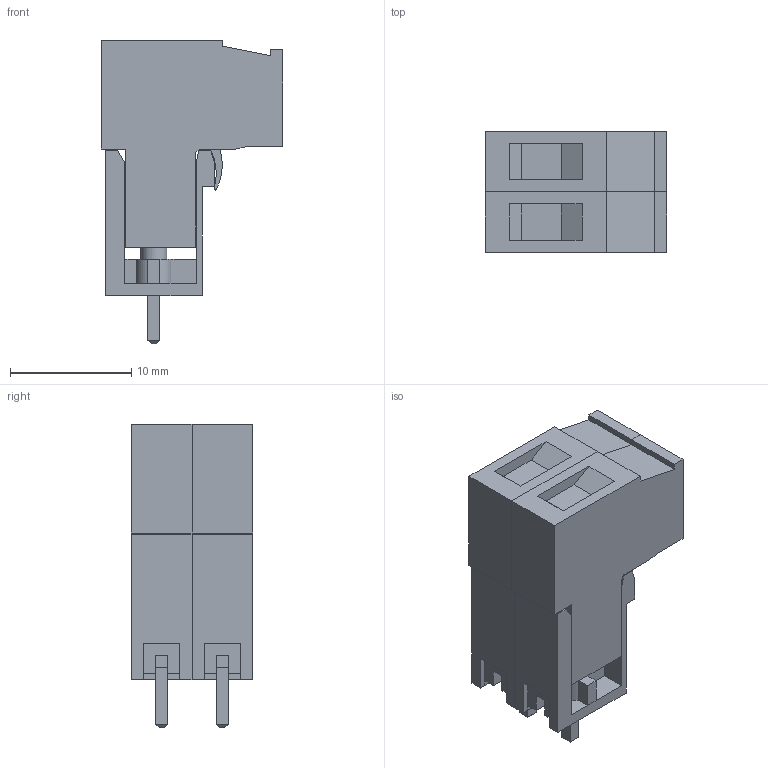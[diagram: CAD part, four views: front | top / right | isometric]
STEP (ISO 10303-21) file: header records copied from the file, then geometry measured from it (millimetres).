
FILE_DESCRIPTION(('FreeCAD Model'),'2;1');
FILE_NAME('MSTBA2_V_2.stp', '2019-11-17T17:45:58',('Author'),(''), 'Open CASCADE STEP processor 7.3','FreeCAD','Unknown');
FILE_SCHEMA(('AUTOMOTIVE_DESIGN { 1 0 10303 214 1 1 1 1 }'));
Length unit declared in the file: millimetre
Products named in the file (3): Array; Array001; Array002
Bounding box: 15 x 10 x 25.1 mm (x, y, z)
Volume: 2078.9 mm3; surface area: 2453.4 mm2
Topology: 6 solids, 6 shells, 222 faces, 556 edges, 352 vertices
Faces by surface type: plane 204, cylinder 16, bspline 2
Full cylindrical faces by diameter (mm): 2.13 x2, 4 x2
Entity records: 15003 total; most frequent: CARTESIAN_POINT 3763, DIRECTION 2018, LINE 1480, VECTOR 1480, ORIENTED_EDGE 1128, PCURVE 1112, DEFINITIONAL_REPRESENTATION 1112, EDGE_CURVE 556
